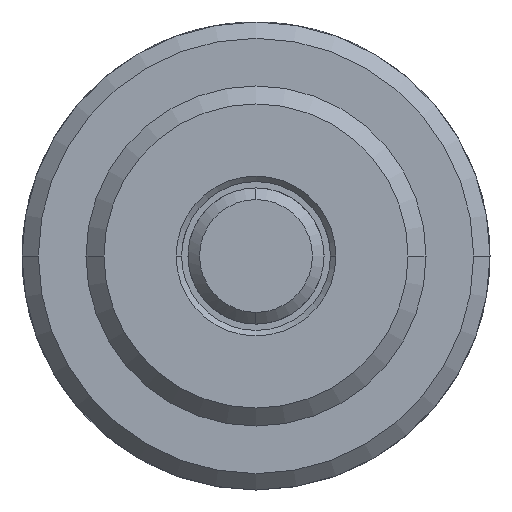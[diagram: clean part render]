
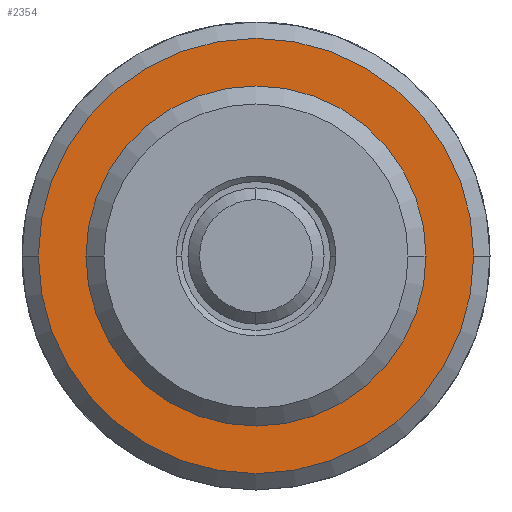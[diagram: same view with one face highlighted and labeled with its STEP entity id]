
A CAD part, left-side view. The second image highlights one B-rep face of the part: STEP entity #2354.
In plain terms, the highlighted planar face has unit normal (-1, 0, 0).
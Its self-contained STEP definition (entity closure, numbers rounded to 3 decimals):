
#248 = DIRECTION ( 'NONE',  ( 1., 0., 0. ) ) ;
#277 = AXIS2_PLACEMENT_3D ( 'NONE', #716, #1963, #3208 ) ;
#436 = EDGE_LOOP ( 'NONE', ( #3810, #1513 ) ) ;
#605 = DIRECTION ( 'NONE',  ( 1., 0., 0. ) ) ;
#622 = CARTESIAN_POINT ( 'NONE',  ( 12.7, 0., 0. ) ) ;
#627 = CARTESIAN_POINT ( 'NONE',  ( 12.7, 0., 10.16 ) ) ;
#642 = DIRECTION ( 'NONE',  ( 1., 0., 0. ) ) ;
#646 = AXIS2_PLACEMENT_3D ( 'NONE', #1760, #248, #3976 ) ;
#716 = CARTESIAN_POINT ( 'NONE',  ( 12.7, 0., 0. ) ) ;
#836 = CARTESIAN_POINT ( 'NONE',  ( 12.7, 0., 0. ) ) ;
#846 = VERTEX_POINT ( 'NONE', #2412 ) ;
#849 = EDGE_CURVE ( 'NONE', #3377, #3380, #1699, .T. ) ;
#1028 = PLANE ( 'NONE',  #277 ) ;
#1498 = DIRECTION ( 'NONE',  ( 1., 0., 0. ) ) ;
#1513 = ORIENTED_EDGE ( 'NONE', *, *, #3763, .F. ) ;
#1699 = CIRCLE ( 'NONE', #646, 7.906 ) ;
#1760 = CARTESIAN_POINT ( 'NONE',  ( 12.7, 0., 0. ) ) ;
#1897 = AXIS2_PLACEMENT_3D ( 'NONE', #622, #605, #3402 ) ;
#1959 = AXIS2_PLACEMENT_3D ( 'NONE', #836, #1498, #3002 ) ;
#1963 = DIRECTION ( 'NONE',  ( 1., 0., 0. ) ) ;
#2134 = CARTESIAN_POINT ( 'NONE',  ( 12.7, 0., 7.906 ) ) ;
#2237 = EDGE_LOOP ( 'NONE', ( #2770, #3817 ) ) ;
#2354 = ADVANCED_FACE ( 'NONE', ( #3826, #2577 ), #1028, .F. ) ;
#2412 = CARTESIAN_POINT ( 'NONE',  ( 12.7, 0., -10.16 ) ) ;
#2559 = EDGE_CURVE ( 'NONE', #3574, #846, #3471, .T. ) ;
#2577 = FACE_BOUND ( 'NONE', #2237, .T. ) ;
#2770 = ORIENTED_EDGE ( 'NONE', *, *, #3876, .T. ) ;
#2776 = CARTESIAN_POINT ( 'NONE',  ( 12.7, 0., -7.906 ) ) ;
#3002 = DIRECTION ( 'NONE',  ( 0., 0., -1. ) ) ;
#3076 = DIRECTION ( 'NONE',  ( 0., 0., -1. ) ) ;
#3133 = CARTESIAN_POINT ( 'NONE',  ( 12.7, 0., 0. ) ) ;
#3208 = DIRECTION ( 'NONE',  ( 0., 0., -1. ) ) ;
#3335 = CIRCLE ( 'NONE', #1959, 10.16 ) ;
#3377 = VERTEX_POINT ( 'NONE', #2134 ) ;
#3380 = VERTEX_POINT ( 'NONE', #2776 ) ;
#3402 = DIRECTION ( 'NONE',  ( 0., 0., -1. ) ) ;
#3471 = CIRCLE ( 'NONE', #3786, 10.16 ) ;
#3574 = VERTEX_POINT ( 'NONE', #627 ) ;
#3763 = EDGE_CURVE ( 'NONE', #846, #3574, #3335, .T. ) ;
#3786 = AXIS2_PLACEMENT_3D ( 'NONE', #3133, #642, #3076 ) ;
#3810 = ORIENTED_EDGE ( 'NONE', *, *, #2559, .F. ) ;
#3817 = ORIENTED_EDGE ( 'NONE', *, *, #849, .T. ) ;
#3826 = FACE_OUTER_BOUND ( 'NONE', #436, .T. ) ;
#3876 = EDGE_CURVE ( 'NONE', #3380, #3377, #4027, .T. ) ;
#3976 = DIRECTION ( 'NONE',  ( 0., 0., -1. ) ) ;
#4027 = CIRCLE ( 'NONE', #1897, 7.906 ) ;
